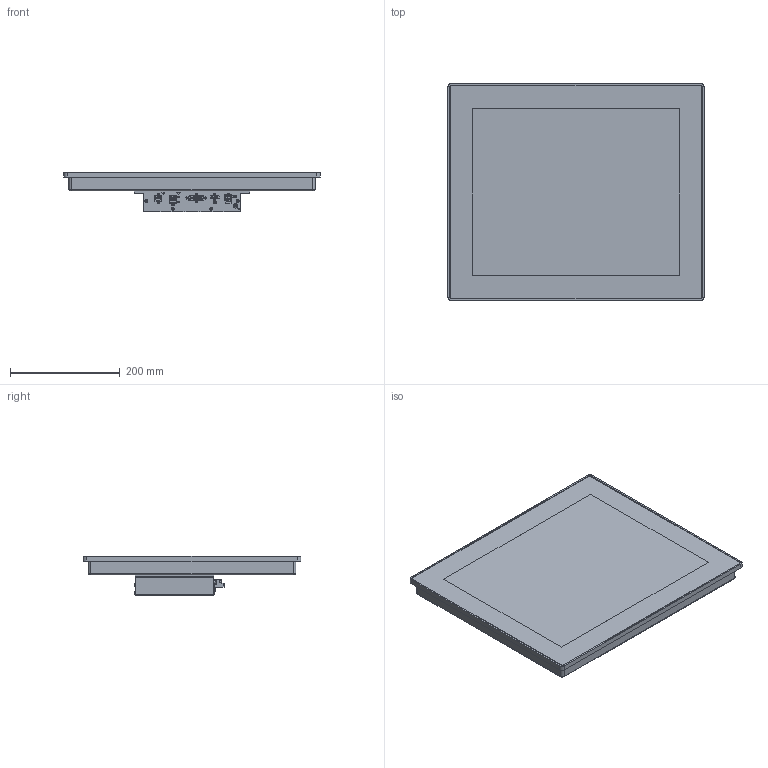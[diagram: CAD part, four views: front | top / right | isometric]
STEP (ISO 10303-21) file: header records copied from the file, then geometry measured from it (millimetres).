
FILE_DESCRIPTION(/* description */ (''),/* implementation_level */ '2;1');
FILE_NAME(/* name */ '6AV7285-6KN00-0AA0_3d.stp',/* time_stamp */ '2024-07-01T13:14:16+02:00',/* author */ (''),/* organization */ (''),/* preprocessor_version */ 'ST-DEVELOPER v18.102',/* originating_system */ 'SIEMENS PLM Software NX 2023',/* authorisation */ '');
FILE_SCHEMA (('AUTOMOTIVE_DESIGN { 1 0 10303 214 3 1 1 1 }'));
Products named in the file (4): A5E42332630A_RS-AA_003_2-Power Supply Connector; A5E51755708A_RS-AA_001_2-Labeling; A5E51755705A_RS-AA_001_2-Box; A5E51755696A_RS-AA_002_4-CAx_6AV72856KN000AA0
Assembly tree (3 placements, depth 2):
  A5E51755696A_RS-AA_002_4-CAx_6AV72856KN000AA0
    A5E51755705A_RS-AA_001_2-Box
    A5E51755708A_RS-AA_001_2-Labeling
    A5E42332630A_RS-AA_003_2-Power Supply Connector
Bounding box: 466 x 396 x 72.3 mm (x, y, z)
Volume: 6821039.2 mm3; surface area: 472375.1 mm2
Topology: 89 solids, 89 shells, 1667 faces, 4119 edges, 2736 vertices
Faces by surface type: plane 1146, extrusion 272, cylinder 236, torus 8, bspline 4, cone 1
Full cylindrical faces by diameter (mm): 0.38 x2, 1.4 x2, 2.35 x2, 2.5 x2, 2.8 x2, 3.5 x2, 5.5 x8, 5.6 x7, 6.6 x6, 8 x1
Entity records: 62162 total; most frequent: CARTESIAN_POINT 18385, ORIENTED_EDGE 8120, DIRECTION 6263, EDGE_CURVE 4060, VERTEX_POINT 2724, VECTOR 2479, LINE 2207, EDGE_LOOP 1894
